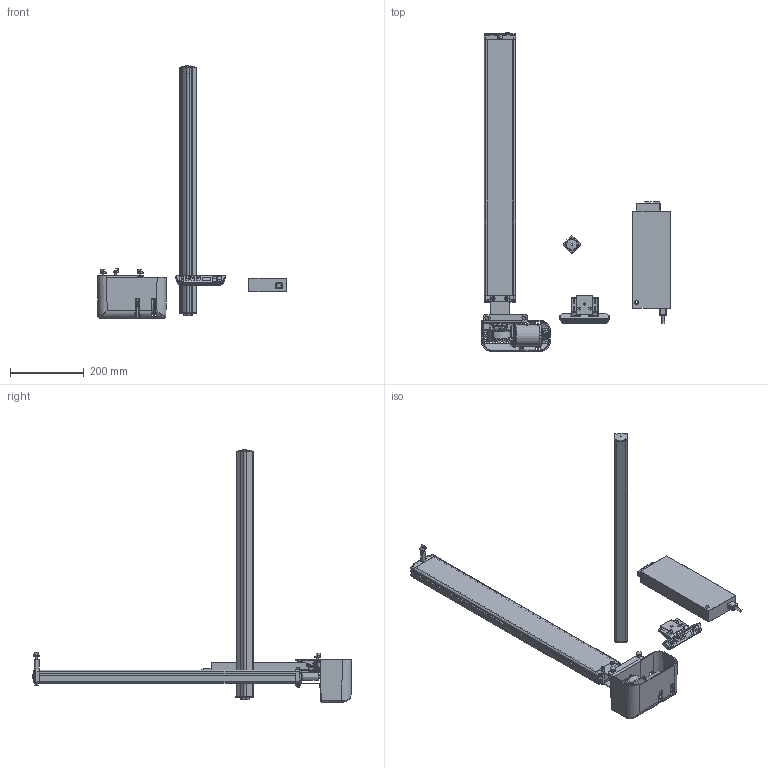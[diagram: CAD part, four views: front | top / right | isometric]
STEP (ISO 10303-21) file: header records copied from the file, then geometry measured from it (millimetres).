
FILE_DESCRIPTION(/* description */ ('Hydrauliksystem LA 500 W- 1 - elektrisch'),/* implementation_level */ '2;1');
FILE_NAME(/* name */ '270135-1.stp',/* time_stamp */ '2019-10-15T09:46:07+02:00',/* author */ ('Metz'),/* organization */ (''),/* preprocessor_version */ 'ST-DEVELOPER v17.2',/* originating_system */ 'Autodesk Inventor 2019',/* authorisation */ '');
FILE_SCHEMA (('AUTOMOTIVE_DESIGN { 1 0 10303 214 3 1 1 }'));
Products named in the file (51): leer; leer_1; leer_2; leer_3; leer_4; leer_5; leer_6; leer_7; leer_8; leer_9; leer_10; leer_11; leer_12; leer_13; leer_14; leer_15; leer_16; leer_17; leer_18; leer_19; leer_20; leer_21; leer_22; leer_23; leer_24; leer_25; leer_26; leer_27; leer_28; leer_29; leer_30; leer_31; leer_32; leer_33; leer_34; leer_35; leer_36; leer_37; leer_38; leer_39 ...
Assembly tree (66 placements, depth 4):
  leer
    leer_1
      leer_2
      leer_3
        leer_4  x4
        leer_5
        leer_6
      leer_7
        leer_8
        leer_9  x4
        leer_10
        leer_11
        leer_12
    leer_13
      leer_14
      leer_15
      leer_16
      leer_17
      leer_18
      leer_19
      leer_20
    leer_21
      leer_22
        leer_23
        leer_24
      leer_25
      leer_26  x3
      leer_27
      leer_28  x2
      leer_29  x2
      leer_30  x2
      leer_31
    leer_32
    leer_33
      leer_34
        leer_35
        leer_36
        leer_37
        leer_38
        leer_39
        leer_40
        leer_41
        leer_42
        leer_43
        leer_44
        leer_45
    leer_46
    21-1351-2FZ.005  x3
    leer_47  x3
    leer_48  x2
    leer_49
Bounding box: 511.27 x 862.76 x 682.83 mm (x, y, z)
Volume: 2579023.3 mm3; surface area: 1055784.7 mm2
Topology: 58 solids, 58 shells, 4723 faces, 12226 edges, 7598 vertices
Faces by surface type: cylinder 1395, plane 1373, bspline 1042, cone 427, torus 343, sphere 143
Full cylindrical faces by diameter (mm): 2 x3, 2.5 x4, 3 x1, 3.2 x8, 3.9 x5, 4 x6, 4.1 x1, 4.134 x4, 4.2 x4, 4.4 x10, 4.5 x2, 4.917 x4, 5 x9, 5.5 x5, 5.8 x9, 6 x19, 6.4 x5, 6.647 x1, 6.75 x4, 6.8 x12, 7 x7, 8 x3, 8.376 x1, 8.5 x4, 9 x4, 9.5 x1, 9.8 x8, 10 x14, 10.3 x1, 10.32 x2
Entity records: 245119 total; most frequent: CARTESIAN_POINT 143857, ORIENTED_EDGE 21128, DIRECTION 19231, EDGE_CURVE 10564, AXIS2_PLACEMENT_3D 7555, VERTEX_POINT 6716, EDGE_LOOP 4426, LINE 4121
